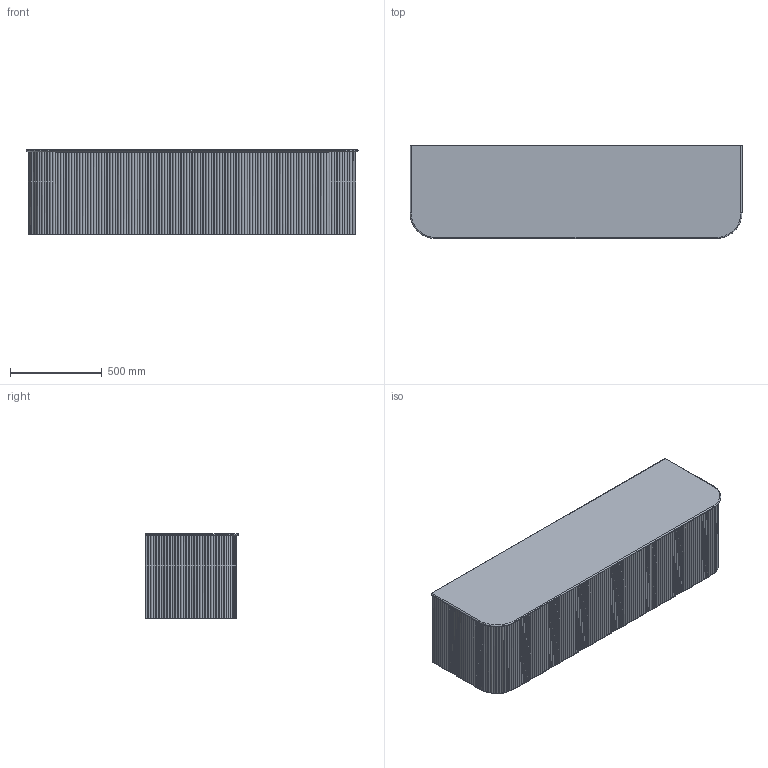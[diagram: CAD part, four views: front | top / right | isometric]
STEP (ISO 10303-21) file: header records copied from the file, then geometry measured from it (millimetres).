
FILE_DESCRIPTION(/* description */ (''),/* implementation_level */ '2;1');
FILE_NAME(/* name */ 'Kado Neue Fluted Double Curve 1800 (12MM)',/* time_stamp */ '2025-07-09T15:05:50+10:00',/* author */ (''),/* organization */ (''),/* preprocessor_version */ 'ST-DEVELOPER v16.5',/* originating_system */ '',/* authorisation */ '');
FILE_SCHEMA (('AUTOMOTIVE_DESIGN'));
Length unit declared in the file: millimetre
Products named in the file (14): Document; Kado Neue Fluted Double Curve 1800 (12MM); Kado Neue Fluted Double Curve ALL1415; Kado Neue Fluted Double Curve 1800; Kado Neue Fluted Panel 44311; Kado Neue Fluted Panel 44389; Kado Neue Fluted Carcass 1800; Kado Neue Fluted End45; Kado Neue Fluted Panel 59510; Kado Neue Fluted Panel 5952; Kado Neue Fluted Double Curve ALL BENCHTOPS16; Kado Neue Fluted Double Curve Benchtop (12MM) ALL13; Kado Neue Fluted Double Curve 1800 Benchtop (12MM)12; Kado Neue Fluted Double Curve 1800 Benchtop (12MM)
Assembly tree (15 placements, depth 6):
  Document
    Kado Neue Fluted Double Curve 1800 (12MM)
      Kado Neue Fluted Double Curve ALL1415
        Kado Neue Fluted Double Curve 1800
          Kado Neue Fluted Panel 44311  x2
            Kado Neue Fluted Panel 44389
          Kado Neue Fluted Carcass 1800
          Kado Neue Fluted End45  x2
          Kado Neue Fluted Panel 59510
            Kado Neue Fluted Panel 5952
      Kado Neue Fluted Double Curve ALL BENCHTOPS16
        Kado Neue Fluted Double Curve Benchtop (12MM) ALL13
          Kado Neue Fluted Double Curve 1800 Benchtop (12MM)12
            Kado Neue Fluted Double Curve 1800 Benchtop (12MM)
Bounding box: 1805 x 506.05 x 462 mm (x, y, z)
Volume: 113547145.3 mm3; surface area: 9918609.1 mm2
Topology: 13 solids, 13 shells, 815 faces, 2357 edges, 1568 vertices
Faces by surface type: cylinder 554, plane 253, bspline 8
Entity records: 16018 total; most frequent: CARTESIAN_POINT 6229, ORIENTED_EDGE 2938, EDGE_CURVE 1469, VERTEX_POINT 976, B_SPLINE_CURVE_WITH_KNOTS 777, DIRECTION 573, AXIS2_PLACEMENT_3D 539, ADVANCED_FACE 513
